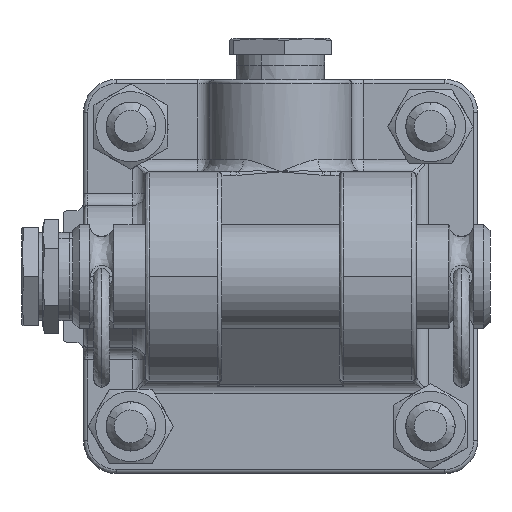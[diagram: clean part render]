
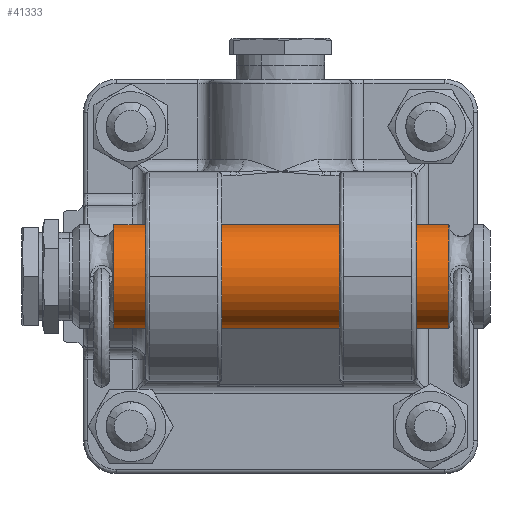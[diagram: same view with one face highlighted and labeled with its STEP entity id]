
A CAD part, left-side view. The second image highlights one B-rep face of the part: STEP entity #41333.
In plain terms, the highlighted cylindrical face has radius 12.65 mm (diameter 25.3 mm), a partial arc.
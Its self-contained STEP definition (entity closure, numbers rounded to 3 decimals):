
#345 = ORIENTED_EDGE ( 'NONE', *, *, #13996, .T. ) ;
#1775 = CIRCLE ( 'NONE', #18439, 12.65 ) ;
#2449 = CARTESIAN_POINT ( 'NONE',  ( 10., 0., 0. ) ) ;
#4071 = VERTEX_POINT ( 'NONE', #23555 ) ;
#5675 = CYLINDRICAL_SURFACE ( 'NONE', #26261, 12.65 ) ;
#7161 = CARTESIAN_POINT ( 'NONE',  ( 10., 0., -12.65 ) ) ;
#7224 = CARTESIAN_POINT ( 'NONE',  ( 10., 0., 12.65 ) ) ;
#7585 = VERTEX_POINT ( 'NONE', #15270 ) ;
#7945 = AXIS2_PLACEMENT_3D ( 'NONE', #20484, #10343, #23777 ) ;
#9449 = AXIS2_PLACEMENT_3D ( 'NONE', #2449, #38230, #15542 ) ;
#9529 = DIRECTION ( 'NONE',  ( 1., 0., 0. ) ) ;
#10343 = DIRECTION ( 'NONE',  ( -1., 0., 0. ) ) ;
#10516 = ORIENTED_EDGE ( 'NONE', *, *, #39967, .T. ) ;
#10533 = DIRECTION ( 'NONE',  ( 1., 0., 0. ) ) ;
#12644 = VERTEX_POINT ( 'NONE', #21013 ) ;
#13167 = DIRECTION ( 'NONE',  ( 1., 0., 0. ) ) ;
#13945 = CIRCLE ( 'NONE', #17812, 12.65 ) ;
#13996 = EDGE_CURVE ( 'NONE', #25188, #12644, #1775, .T. ) ;
#14825 = ORIENTED_EDGE ( 'NONE', *, *, #32835, .F. ) ;
#15270 = CARTESIAN_POINT ( 'NONE',  ( 91.6, 0., -12.65 ) ) ;
#15441 = VECTOR ( 'NONE', #13167, 1000. ) ;
#15542 = DIRECTION ( 'NONE',  ( 0., 0., -1. ) ) ;
#15720 = CARTESIAN_POINT ( 'NONE',  ( 10., 0., 0. ) ) ;
#15745 = ORIENTED_EDGE ( 'NONE', *, *, #30653, .T. ) ;
#16138 = DIRECTION ( 'NONE',  ( 0., 0., -1. ) ) ;
#16236 = LINE ( 'NONE', #7224, #22954 ) ;
#17812 = AXIS2_PLACEMENT_3D ( 'NONE', #36904, #36766, #30167 ) ;
#18230 = CARTESIAN_POINT ( 'NONE',  ( 10., 0., 12.65 ) ) ;
#18439 = AXIS2_PLACEMENT_3D ( 'NONE', #15720, #9529, #29171 ) ;
#19283 = CARTESIAN_POINT ( 'NONE',  ( 10., 0., -12.65 ) ) ;
#20484 = CARTESIAN_POINT ( 'NONE',  ( 91.6, 0., 0. ) ) ;
#20718 = FACE_OUTER_BOUND ( 'NONE', #27064, .T. ) ;
#21013 = CARTESIAN_POINT ( 'NONE',  ( 10., -12.65, 0. ) ) ;
#22954 = VECTOR ( 'NONE', #10533, 1000. ) ;
#23555 = CARTESIAN_POINT ( 'NONE',  ( 91.6, 0., 12.65 ) ) ;
#23777 = DIRECTION ( 'NONE',  ( 0., 0., -1. ) ) ;
#24242 = LINE ( 'NONE', #19283, #15441 ) ;
#25188 = VERTEX_POINT ( 'NONE', #18230 ) ;
#26261 = AXIS2_PLACEMENT_3D ( 'NONE', #35904, #42174, #16138 ) ;
#27064 = EDGE_LOOP ( 'NONE', ( #14825, #345, #15745, #40519, #41377, #10516 ) ) ;
#27503 = CIRCLE ( 'NONE', #7945, 12.65 ) ;
#29171 = DIRECTION ( 'NONE',  ( 0., 0., -1. ) ) ;
#30167 = DIRECTION ( 'NONE',  ( 0., 0., -1. ) ) ;
#30653 = EDGE_CURVE ( 'NONE', #12644, #33474, #31575, .T. ) ;
#31575 = CIRCLE ( 'NONE', #9449, 12.65 ) ;
#31635 = EDGE_CURVE ( 'NONE', #7585, #42078, #13945, .T. ) ;
#32835 = EDGE_CURVE ( 'NONE', #25188, #4071, #16236, .T. ) ;
#33474 = VERTEX_POINT ( 'NONE', #7161 ) ;
#33793 = EDGE_CURVE ( 'NONE', #33474, #7585, #24242, .T. ) ;
#35904 = CARTESIAN_POINT ( 'NONE',  ( 10., 0., 0. ) ) ;
#36597 = CARTESIAN_POINT ( 'NONE',  ( 91.6, -12.65, 0. ) ) ;
#36766 = DIRECTION ( 'NONE',  ( -1., 0., 0. ) ) ;
#36904 = CARTESIAN_POINT ( 'NONE',  ( 91.6, 0., 0. ) ) ;
#38230 = DIRECTION ( 'NONE',  ( 1., 0., 0. ) ) ;
#39967 = EDGE_CURVE ( 'NONE', #42078, #4071, #27503, .T. ) ;
#40519 = ORIENTED_EDGE ( 'NONE', *, *, #33793, .T. ) ;
#41333 = ADVANCED_FACE ( 'NONE', ( #20718 ), #5675, .T. ) ;
#41377 = ORIENTED_EDGE ( 'NONE', *, *, #31635, .T. ) ;
#42078 = VERTEX_POINT ( 'NONE', #36597 ) ;
#42174 = DIRECTION ( 'NONE',  ( 1., 0., 0. ) ) ;
